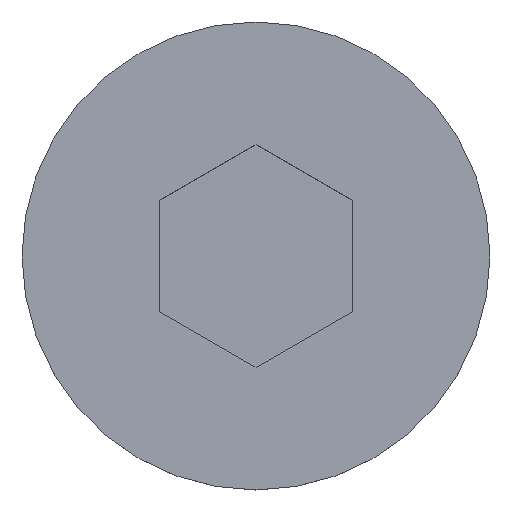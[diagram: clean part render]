
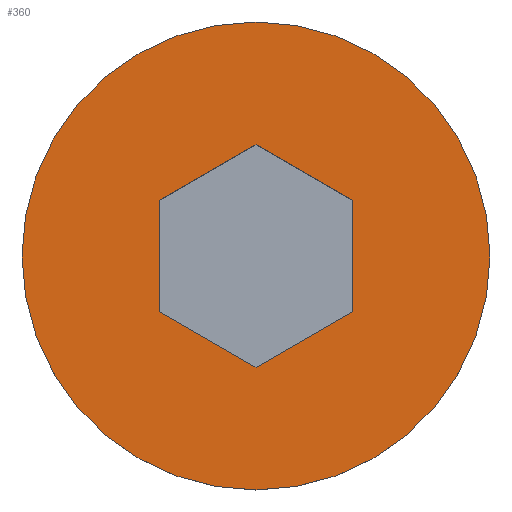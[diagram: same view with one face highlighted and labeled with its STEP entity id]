
A CAD part, top view. The second image highlights one B-rep face of the part: STEP entity #360.
In plain terms, the highlighted planar face has unit normal (0, 0, 1).
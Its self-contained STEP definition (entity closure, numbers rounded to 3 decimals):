
#11 = ORIENTED_EDGE ( 'NONE', *, *, #261, .T. ) ;
#12 = CARTESIAN_POINT ( 'NONE',  ( 0., 1.155, 1.7 ) ) ;
#19 = VERTEX_POINT ( 'NONE', #69 ) ;
#25 = DIRECTION ( 'NONE',  ( 0., 0., 1. ) ) ;
#28 = LINE ( 'NONE', #435, #441 ) ;
#32 = ORIENTED_EDGE ( 'NONE', *, *, #452, .T. ) ;
#48 = LINE ( 'NONE', #483, #86 ) ;
#59 = VERTEX_POINT ( 'NONE', #471 ) ;
#67 = EDGE_CURVE ( 'NONE', #19, #423, #149, .T. ) ;
#68 = CARTESIAN_POINT ( 'NONE',  ( -1., -0.577, 1.7 ) ) ;
#69 = CARTESIAN_POINT ( 'NONE',  ( 1., 0.577, 1.7 ) ) ;
#74 = CARTESIAN_POINT ( 'NONE',  ( 1., 0.577, 1.7 ) ) ;
#78 = AXIS2_PLACEMENT_3D ( 'NONE', #211, #25, #291 ) ;
#79 = CARTESIAN_POINT ( 'NONE',  ( 0., -1.155, 1.7 ) ) ;
#83 = CARTESIAN_POINT ( 'NONE',  ( -1., -0.577, 1.7 ) ) ;
#86 = VECTOR ( 'NONE', #199, 1000. ) ;
#95 = ORIENTED_EDGE ( 'NONE', *, *, #67, .F. ) ;
#96 = LINE ( 'NONE', #12, #159 ) ;
#101 = EDGE_CURVE ( 'NONE', #59, #201, #28, .T. ) ;
#102 = DIRECTION ( 'NONE',  ( 1., 0., 0. ) ) ;
#110 = CIRCLE ( 'NONE', #382, 2.425 ) ;
#112 = CARTESIAN_POINT ( 'NONE',  ( 0., 0., 1.7 ) ) ;
#114 = CARTESIAN_POINT ( 'NONE',  ( 2.425, 0., 1.7 ) ) ;
#131 = VERTEX_POINT ( 'NONE', #308 ) ;
#132 = ORIENTED_EDGE ( 'NONE', *, *, #101, .F. ) ;
#149 = LINE ( 'NONE', #74, #335 ) ;
#158 = VERTEX_POINT ( 'NONE', #412 ) ;
#159 = VECTOR ( 'NONE', #165, 1000. ) ;
#160 = DIRECTION ( 'NONE',  ( 0., 0., 1. ) ) ;
#165 = DIRECTION ( 'NONE',  ( -0.866, -0.5, 0. ) ) ;
#176 = ORIENTED_EDGE ( 'NONE', *, *, #209, .F. ) ;
#198 = LINE ( 'NONE', #79, #343 ) ;
#199 = DIRECTION ( 'NONE',  ( 0., 1., 0. ) ) ;
#201 = VERTEX_POINT ( 'NONE', #83 ) ;
#209 = EDGE_CURVE ( 'NONE', #234, #19, #48, .T. ) ;
#210 = AXIS2_PLACEMENT_3D ( 'NONE', #340, #160, #273 ) ;
#211 = CARTESIAN_POINT ( 'NONE',  ( 0., 0., 1.7 ) ) ;
#216 = DIRECTION ( 'NONE',  ( 0.866, -0.5, 0. ) ) ;
#234 = VERTEX_POINT ( 'NONE', #237 ) ;
#237 = CARTESIAN_POINT ( 'NONE',  ( 1., -0.577, 1.7 ) ) ;
#238 = ORIENTED_EDGE ( 'NONE', *, *, #312, .F. ) ;
#252 = DIRECTION ( 'NONE',  ( 0., -1., 0. ) ) ;
#260 = DIRECTION ( 'NONE',  ( 0., 0., 1. ) ) ;
#261 = EDGE_CURVE ( 'NONE', #467, #158, #319, .T. ) ;
#273 = DIRECTION ( 'NONE',  ( 1., 0., 0. ) ) ;
#278 = EDGE_LOOP ( 'NONE', ( #95, #176, #282, #377, #132, #238 ) ) ;
#279 = EDGE_LOOP ( 'NONE', ( #32, #11 ) ) ;
#282 = ORIENTED_EDGE ( 'NONE', *, *, #481, .F. ) ;
#283 = FACE_OUTER_BOUND ( 'NONE', #279, .T. ) ;
#291 = DIRECTION ( 'NONE',  ( 1., 0., 0. ) ) ;
#292 = DIRECTION ( 'NONE',  ( -0.866, 0.5, 0. ) ) ;
#300 = DIRECTION ( 'NONE',  ( 0.866, 0.5, 0. ) ) ;
#308 = CARTESIAN_POINT ( 'NONE',  ( 0., -1.155, 1.7 ) ) ;
#312 = EDGE_CURVE ( 'NONE', #423, #59, #96, .T. ) ;
#319 = CIRCLE ( 'NONE', #210, 2.425 ) ;
#335 = VECTOR ( 'NONE', #292, 1000. ) ;
#340 = CARTESIAN_POINT ( 'NONE',  ( 0., 0., 1.7 ) ) ;
#343 = VECTOR ( 'NONE', #300, 1000. ) ;
#360 = ADVANCED_FACE ( 'NONE', ( #399, #283 ), #475, .T. ) ;
#377 = ORIENTED_EDGE ( 'NONE', *, *, #456, .F. ) ;
#382 = AXIS2_PLACEMENT_3D ( 'NONE', #112, #260, #102 ) ;
#396 = LINE ( 'NONE', #68, #433 ) ;
#399 = FACE_BOUND ( 'NONE', #278, .T. ) ;
#412 = CARTESIAN_POINT ( 'NONE',  ( -2.425, 0., 1.7 ) ) ;
#423 = VERTEX_POINT ( 'NONE', #477 ) ;
#433 = VECTOR ( 'NONE', #216, 1000. ) ;
#435 = CARTESIAN_POINT ( 'NONE',  ( -1., 0.577, 1.7 ) ) ;
#441 = VECTOR ( 'NONE', #252, 1000. ) ;
#452 = EDGE_CURVE ( 'NONE', #158, #467, #110, .T. ) ;
#456 = EDGE_CURVE ( 'NONE', #201, #131, #396, .T. ) ;
#467 = VERTEX_POINT ( 'NONE', #114 ) ;
#471 = CARTESIAN_POINT ( 'NONE',  ( -1., 0.577, 1.7 ) ) ;
#475 = PLANE ( 'NONE',  #78 ) ;
#477 = CARTESIAN_POINT ( 'NONE',  ( 0., 1.155, 1.7 ) ) ;
#481 = EDGE_CURVE ( 'NONE', #131, #234, #198, .T. ) ;
#483 = CARTESIAN_POINT ( 'NONE',  ( 1., -0.577, 1.7 ) ) ;
